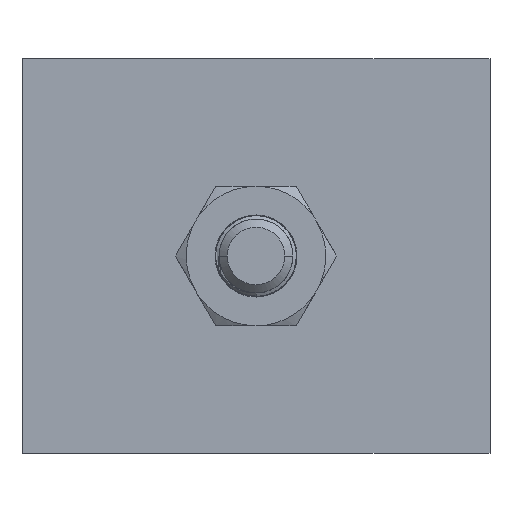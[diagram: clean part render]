
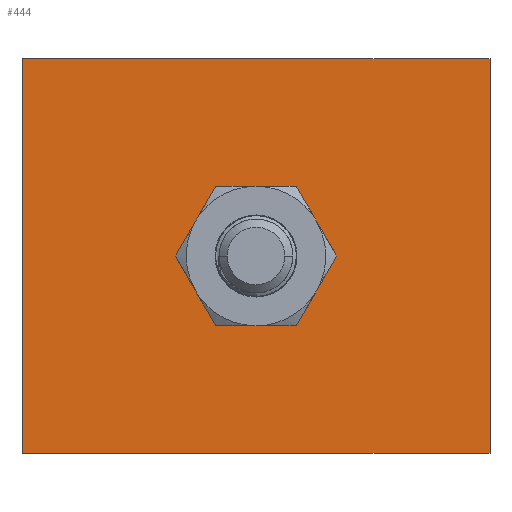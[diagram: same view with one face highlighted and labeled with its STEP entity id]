
A CAD part, left-side view. The second image highlights one B-rep face of the part: STEP entity #444.
In plain terms, the highlighted free-form (B-spline) face has degree [1, 1] with [2, 2] control points.
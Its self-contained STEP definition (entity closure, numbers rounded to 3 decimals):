
#412 = VERTEX_POINT('',#413);
#413 = CARTESIAN_POINT('',(0.,0.,15.325));
#418 = EDGE_CURVE('',#419,#412,#421,.T.);
#419 = VERTEX_POINT('',#420);
#420 = CARTESIAN_POINT('',(0.,0.,
    -15.325));
#421 = ( BOUNDED_CURVE() B_SPLINE_CURVE(2,(#422,#423,#424,#425,#426),
.UNSPECIFIED.,.F.,.F.) B_SPLINE_CURVE_WITH_KNOTS((3,2,3),(3.142,
4.712,6.283),.PIECEWISE_BEZIER_KNOTS.) CURVE() 
GEOMETRIC_REPRESENTATION_ITEM() RATIONAL_B_SPLINE_CURVE((1.,
0.707,1.,0.707,1.)) REPRESENTATION_ITEM('') );
#422 = CARTESIAN_POINT('',(0.,0.,
    -15.325));
#423 = CARTESIAN_POINT('',(0.,-15.325,
    -15.325));
#424 = CARTESIAN_POINT('',(0.,-15.325,
    0.));
#425 = CARTESIAN_POINT('',(0.,-15.325,
    15.325));
#426 = CARTESIAN_POINT('',(0.,0.,
    15.325));
#444 = ADVANCED_FACE('',(#445,#456),#486,.F.);
#445 = FACE_BOUND('',#446,.T.);
#446 = EDGE_LOOP('',(#447,#455));
#447 = ORIENTED_EDGE('',*,*,#448,.F.);
#448 = EDGE_CURVE('',#412,#419,#449,.T.);
#449 = ( BOUNDED_CURVE() B_SPLINE_CURVE(2,(#450,#451,#452,#453,#454),
.UNSPECIFIED.,.F.,.F.) B_SPLINE_CURVE_WITH_KNOTS((3,2,3),(0.,
1.571,3.142),.PIECEWISE_BEZIER_KNOTS.) CURVE() 
GEOMETRIC_REPRESENTATION_ITEM() RATIONAL_B_SPLINE_CURVE((1.,
0.707,1.,0.707,1.)) REPRESENTATION_ITEM('') );
#450 = CARTESIAN_POINT('',(0.,0.,15.325));
#451 = CARTESIAN_POINT('',(0.,15.325,
    15.325));
#452 = CARTESIAN_POINT('',(0.,15.325,
    0.));
#453 = CARTESIAN_POINT('',(0.,15.325,
    -15.325));
#454 = CARTESIAN_POINT('',(0.,0.,
    -15.325));
#455 = ORIENTED_EDGE('',*,*,#418,.F.);
#456 = FACE_BOUND('',#457,.T.);
#457 = EDGE_LOOP('',(#458,#467,#474,#481));
#458 = ORIENTED_EDGE('',*,*,#459,.T.);
#459 = EDGE_CURVE('',#460,#462,#464,.T.);
#460 = VERTEX_POINT('',#461);
#461 = CARTESIAN_POINT('',(0.,54.595,-45.975));
#462 = VERTEX_POINT('',#463);
#463 = CARTESIAN_POINT('',(0.,-54.595,-45.975));
#464 = B_SPLINE_CURVE_WITH_KNOTS('',1,(#465,#466),.UNSPECIFIED.,.F.,.F.,
  (2,2),(-114.,-0.),.PIECEWISE_BEZIER_KNOTS.);
#465 = CARTESIAN_POINT('',(0.,54.595,-45.975));
#466 = CARTESIAN_POINT('',(0.,-54.595,-45.975));
#467 = ORIENTED_EDGE('',*,*,#468,.F.);
#468 = EDGE_CURVE('',#469,#462,#471,.T.);
#469 = VERTEX_POINT('',#470);
#470 = CARTESIAN_POINT('',(0.,-54.595,45.975));
#471 = B_SPLINE_CURVE_WITH_KNOTS('',1,(#472,#473),.UNSPECIFIED.,.F.,.F.,
  (2,2),(-0.,96.),.PIECEWISE_BEZIER_KNOTS.);
#472 = CARTESIAN_POINT('',(0.,-54.595,45.975));
#473 = CARTESIAN_POINT('',(0.,-54.595,-45.975));
#474 = ORIENTED_EDGE('',*,*,#475,.F.);
#475 = EDGE_CURVE('',#476,#469,#478,.T.);
#476 = VERTEX_POINT('',#477);
#477 = CARTESIAN_POINT('',(0.,54.595,45.975));
#478 = B_SPLINE_CURVE_WITH_KNOTS('',1,(#479,#480),.UNSPECIFIED.,.F.,.F.,
  (2,2),(-114.,-0.),.PIECEWISE_BEZIER_KNOTS.);
#479 = CARTESIAN_POINT('',(0.,54.595,45.975));
#480 = CARTESIAN_POINT('',(0.,-54.595,45.975));
#481 = ORIENTED_EDGE('',*,*,#482,.T.);
#482 = EDGE_CURVE('',#476,#460,#483,.T.);
#483 = B_SPLINE_CURVE_WITH_KNOTS('',1,(#484,#485),.UNSPECIFIED.,.F.,.F.,
  (2,2),(-0.,96.),.PIECEWISE_BEZIER_KNOTS.);
#484 = CARTESIAN_POINT('',(0.,54.595,45.975));
#485 = CARTESIAN_POINT('',(0.,54.595,-45.975));
#486 = B_SPLINE_SURFACE_WITH_KNOTS('',1,1,(
    (#487,#488)
    ,(#489,#490
    )),.UNSPECIFIED.,.F.,.F.,.F.,(2,2),(2,2),(0.,96.),(0.,114.),
  .PIECEWISE_BEZIER_KNOTS.);
#487 = CARTESIAN_POINT('',(0.,-54.595,45.975));
#488 = CARTESIAN_POINT('',(0.,54.595,45.975));
#489 = CARTESIAN_POINT('',(0.,-54.595,-45.975));
#490 = CARTESIAN_POINT('',(0.,54.595,-45.975));
